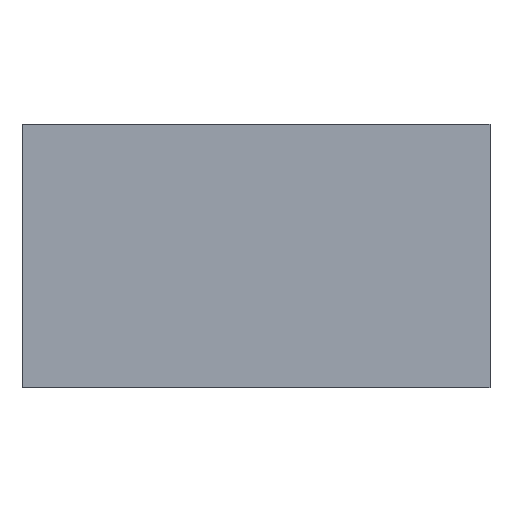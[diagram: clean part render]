
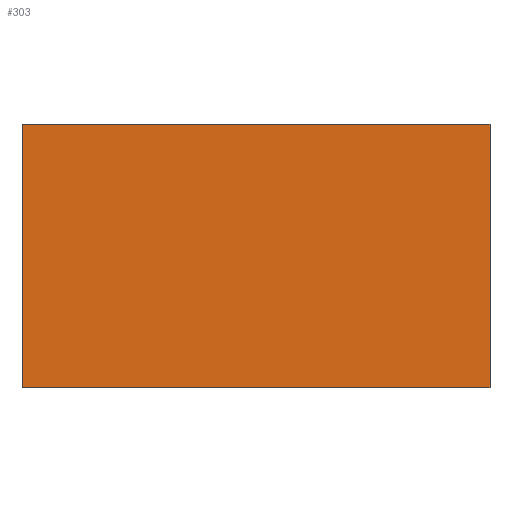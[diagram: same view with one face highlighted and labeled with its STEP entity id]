
A CAD part, front view. The second image highlights one B-rep face of the part: STEP entity #303.
In plain terms, the highlighted planar face has unit normal (0, -1, 0).
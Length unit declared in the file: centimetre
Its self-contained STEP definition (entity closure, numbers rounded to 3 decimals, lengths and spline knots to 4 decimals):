
#17 = CARTESIAN_POINT ( 'NONE',  ( 9.4, -0.4, 2.4 ) ) ;
#32 = LINE ( 'NONE', #17, #76 ) ;
#45 = ORIENTED_EDGE ( 'NONE', *, *, #244, .T. ) ;
#47 = AXIS2_PLACEMENT_3D ( 'NONE', #240, #337, #403 ) ;
#76 = VECTOR ( 'NONE', #693, 100. ) ;
#171 = FACE_OUTER_BOUND ( 'NONE', #565, .T. ) ;
#213 = VECTOR ( 'NONE', #657, 100. ) ;
#214 = CARTESIAN_POINT ( 'NONE',  ( 0., -0.4, -2.9 ) ) ;
#218 = EDGE_CURVE ( 'NONE', #260, #728, #267, .T. ) ;
#238 = CARTESIAN_POINT ( 'NONE',  ( 0., -0.4, 2.4 ) ) ;
#240 = CARTESIAN_POINT ( 'NONE',  ( -5.3666, -0.4, 2.4 ) ) ;
#244 = EDGE_CURVE ( 'NONE', #260, #573, #437, .T. ) ;
#249 = CARTESIAN_POINT ( 'NONE',  ( 9.4, -0.4, -2.9 ) ) ;
#260 = VERTEX_POINT ( 'NONE', #214 ) ;
#267 = LINE ( 'NONE', #709, #213 ) ;
#279 = PLANE ( 'NONE',  #47 ) ;
#293 = CARTESIAN_POINT ( 'NONE',  ( -5.3666, -0.4, 2.4 ) ) ;
#302 = VECTOR ( 'NONE', #351, 100. ) ;
#303 = ADVANCED_FACE ( 'NONE', ( #171 ), #279, .T. ) ;
#309 = CARTESIAN_POINT ( 'NONE',  ( 9.4, -0.4, 2.4 ) ) ;
#321 = EDGE_CURVE ( 'NONE', #728, #466, #571, .T. ) ;
#337 = DIRECTION ( 'NONE',  ( 0., -1., 0. ) ) ;
#351 = DIRECTION ( 'NONE',  ( 1., 0., 0. ) ) ;
#403 = DIRECTION ( 'NONE',  ( 0., 0., -1. ) ) ;
#437 = LINE ( 'NONE', #602, #597 ) ;
#438 = EDGE_CURVE ( 'NONE', #466, #573, #32, .T. ) ;
#466 = VERTEX_POINT ( 'NONE', #309 ) ;
#565 = EDGE_LOOP ( 'NONE', ( #717, #45, #575, #625 ) ) ;
#571 = LINE ( 'NONE', #293, #302 ) ;
#573 = VERTEX_POINT ( 'NONE', #249 ) ;
#575 = ORIENTED_EDGE ( 'NONE', *, *, #438, .F. ) ;
#597 = VECTOR ( 'NONE', #659, 100. ) ;
#602 = CARTESIAN_POINT ( 'NONE',  ( -4.1725, -0.4, -2.9 ) ) ;
#625 = ORIENTED_EDGE ( 'NONE', *, *, #321, .F. ) ;
#657 = DIRECTION ( 'NONE',  ( 0., 0., 1. ) ) ;
#659 = DIRECTION ( 'NONE',  ( 1., 0., 0. ) ) ;
#693 = DIRECTION ( 'NONE',  ( 0., 0., -1. ) ) ;
#709 = CARTESIAN_POINT ( 'NONE',  ( 0., -0.4, 2.4 ) ) ;
#717 = ORIENTED_EDGE ( 'NONE', *, *, #218, .F. ) ;
#728 = VERTEX_POINT ( 'NONE', #238 ) ;
